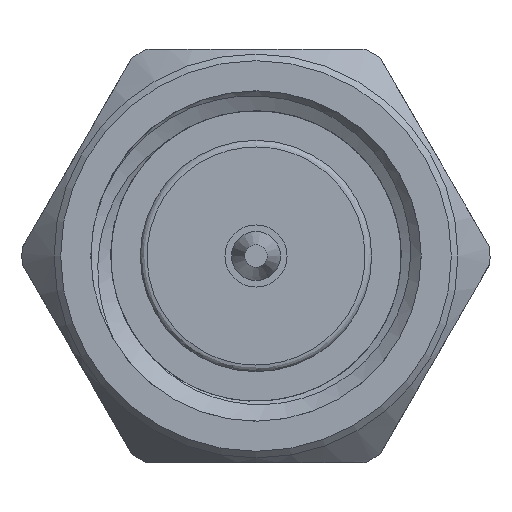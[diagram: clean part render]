
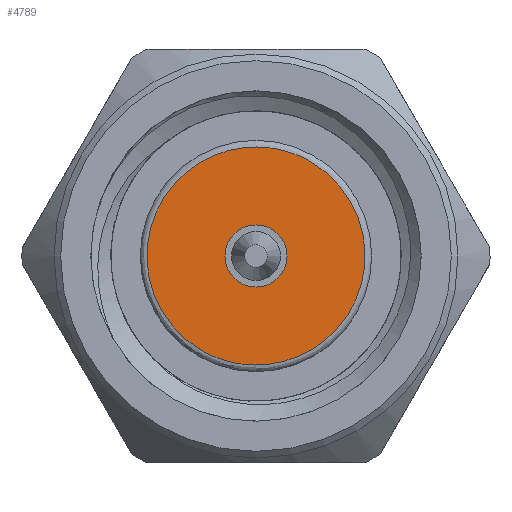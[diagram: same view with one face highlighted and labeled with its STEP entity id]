
A CAD part, left-side view. The second image highlights one B-rep face of the part: STEP entity #4789.
In plain terms, the highlighted planar face has unit normal (-1, 0, 0).
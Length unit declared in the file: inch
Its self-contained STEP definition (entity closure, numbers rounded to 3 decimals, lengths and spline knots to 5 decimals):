
#15 = EDGE_CURVE ( 'NONE', #1755, #2570, #5070, .T. ) ;
#17 = DIRECTION ( 'NONE',  ( 0., 0.5, -0.866 ) ) ;
#53 = FACE_OUTER_BOUND ( 'NONE', #2984, .T. ) ;
#414 = AXIS2_PLACEMENT_3D ( 'NONE', #839, #428, #17 ) ;
#428 = DIRECTION ( 'NONE',  ( -1., 0., 0. ) ) ;
#599 = CARTESIAN_POINT ( 'NONE',  ( 0.1, 0.04125, -0.07145 ) ) ;
#822 = EDGE_CURVE ( 'NONE', #2843, #2843, #4186, .T. ) ;
#839 = CARTESIAN_POINT ( 'NONE',  ( 0.1, 0., 0. ) ) ;
#904 = FACE_BOUND ( 'NONE', #3895, .T. ) ;
#918 = CARTESIAN_POINT ( 'NONE',  ( 0.1, 0.04125, -0.07145 ) ) ;
#1003 = CARTESIAN_POINT ( 'NONE',  ( 0.1, -0.04125, 0.07145 ) ) ;
#1013 = CARTESIAN_POINT ( 'NONE',  ( 0.1, -0.18414, -0.01105 ) ) ;
#1101 = AXIS2_PLACEMENT_3D ( 'NONE', #3766, #5427, #1351 ) ;
#1351 = DIRECTION ( 'NONE',  ( 0., 0., 1. ) ) ;
#1488 = CARTESIAN_POINT ( 'NONE',  ( 0.1, -0.10164, -0.15395 ) ) ;
#1755 = VERTEX_POINT ( 'NONE', #4997 ) ;
#2029 =( BOUNDED_CURVE ( )  B_SPLINE_CURVE ( 3, ( #3575, #1013, #1488, #599 ),
 .UNSPECIFIED., .F., .T. ) 
 B_SPLINE_CURVE_WITH_KNOTS ( ( 4, 4 ),
 ( 0., 1. ),
 .UNSPECIFIED. ) 
 CURVE ( )  GEOMETRIC_REPRESENTATION_ITEM ( )  RATIONAL_B_SPLINE_CURVE ( ( 1., 0.333, 0.333, 1. ) ) 
 REPRESENTATION_ITEM ( '' )  );
#2037 = ORIENTED_EDGE ( 'NONE', *, *, #5042, .F. ) ;
#2570 = VERTEX_POINT ( 'NONE', #1003 ) ;
#2578 = PLANE ( 'NONE',  #1101 ) ;
#2593 = CARTESIAN_POINT ( 'NONE',  ( 0.1, 0.10164, 0.15395 ) ) ;
#2649 = CARTESIAN_POINT ( 'NONE',  ( 0.1, -0.04125, 0.07145 ) ) ;
#2815 = CARTESIAN_POINT ( 'NONE',  ( 0.1, 0.01175, -0.02035 ) ) ;
#2843 = VERTEX_POINT ( 'NONE', #2815 ) ;
#2984 = EDGE_LOOP ( 'NONE', ( #3313, #2037 ) ) ;
#3313 = ORIENTED_EDGE ( 'NONE', *, *, #15, .F. ) ;
#3394 = ORIENTED_EDGE ( 'NONE', *, *, #822, .F. ) ;
#3575 = CARTESIAN_POINT ( 'NONE',  ( 0.1, -0.04125, 0.07145 ) ) ;
#3766 = CARTESIAN_POINT ( 'NONE',  ( 0.1, 0., 0. ) ) ;
#3806 = CARTESIAN_POINT ( 'NONE',  ( 0.1, 0.18414, 0.01105 ) ) ;
#3895 = EDGE_LOOP ( 'NONE', ( #3394 ) ) ;
#4186 = CIRCLE ( 'NONE', #414, 0.0235 ) ;
#4789 = ADVANCED_FACE ( 'NONE', ( #904, #53 ), #2578, .F. ) ;
#4997 = CARTESIAN_POINT ( 'NONE',  ( 0.1, 0.04125, -0.07145 ) ) ;
#5042 = EDGE_CURVE ( 'NONE', #2570, #1755, #2029, .T. ) ;
#5070 =( BOUNDED_CURVE ( )  B_SPLINE_CURVE ( 3, ( #918, #3806, #2593, #2649 ),
 .UNSPECIFIED., .F., .T. ) 
 B_SPLINE_CURVE_WITH_KNOTS ( ( 4, 4 ),
 ( 0., 1. ),
 .UNSPECIFIED. ) 
 CURVE ( )  GEOMETRIC_REPRESENTATION_ITEM ( )  RATIONAL_B_SPLINE_CURVE ( ( 1., 0.333, 0.333, 1. ) ) 
 REPRESENTATION_ITEM ( '' )  );
#5427 = DIRECTION ( 'NONE',  ( 1., 0., 0. ) ) ;
